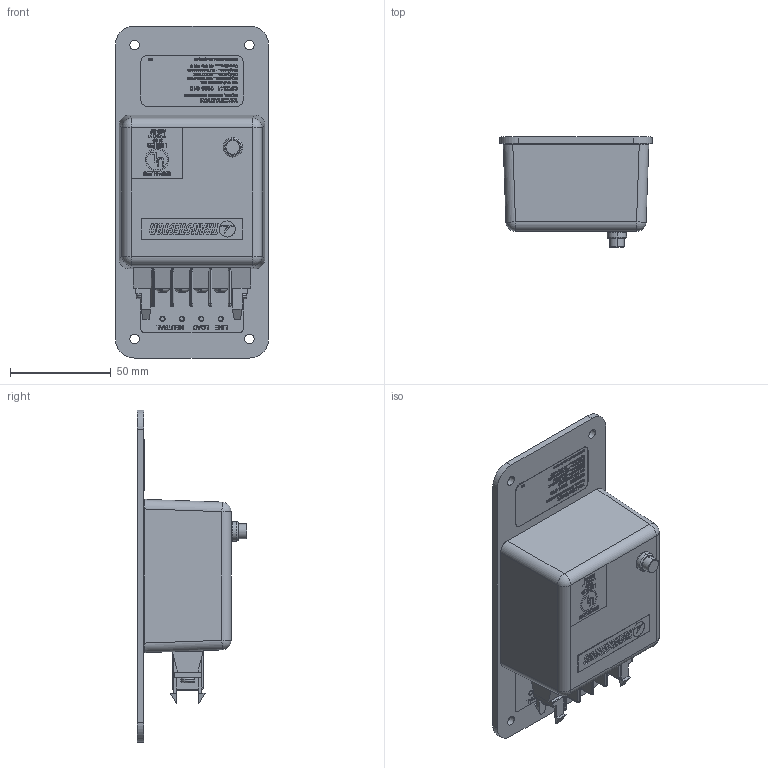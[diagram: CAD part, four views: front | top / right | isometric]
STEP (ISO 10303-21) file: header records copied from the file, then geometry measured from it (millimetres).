
FILE_DESCRIPTION (( 'STEP AP214' ), '1' );
FILE_NAME ('1101-010-E.STEP', '2019-01-22T22:58:53', ( '' ), ( '' ), 'SwSTEP 2.0', 'SolidWorks 2018', '' );
FILE_SCHEMA (( 'AUTOMOTIVE_DESIGN' ));
Length unit declared in the file: inch
Products named in the file (31): 2003-540; 2003-597; 3800-001; 2100-046; 2004-049; 3450-011; 2003-312; 1101-010-E; 2021-046; 2102-119; 2100-073; 2003-1052-3; 2105-248; 2003-397
Assembly tree (18 placements, depth 2):
  2003-540
  2003-597
  3800-001
  2004-049
  3800-001
Bounding box: 76.2 x 54.66 x 165.1 mm (x, y, z)
Volume: 102065.4 mm3; surface area: 82159 mm2
Topology: 16 solids, 16 shells, 4446 faces, 11770 edges, 7739 vertices
Faces by surface type: plane 2393, bspline 1649, cylinder 310, torus 50, sphere 40, cone 4
Entity records: 267802 total; most frequent: CARTESIAN_POINT 125246, ORIENTED_EDGE 22588, DIRECTION 13785, EDGE_CURVE 11294, VERTEX_POINT 7460, LINE 7301, VECTOR 7301, EDGE_LOOP 4708
